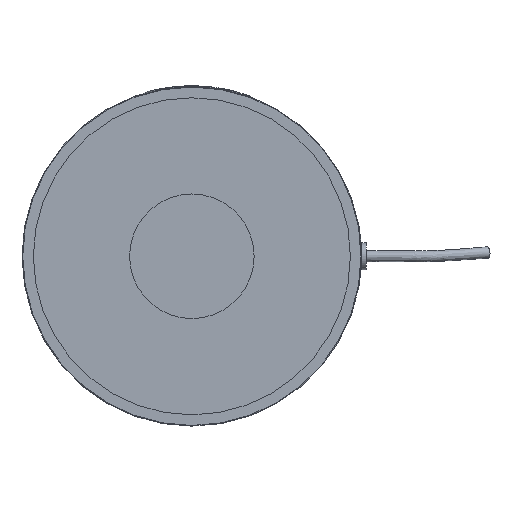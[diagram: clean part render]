
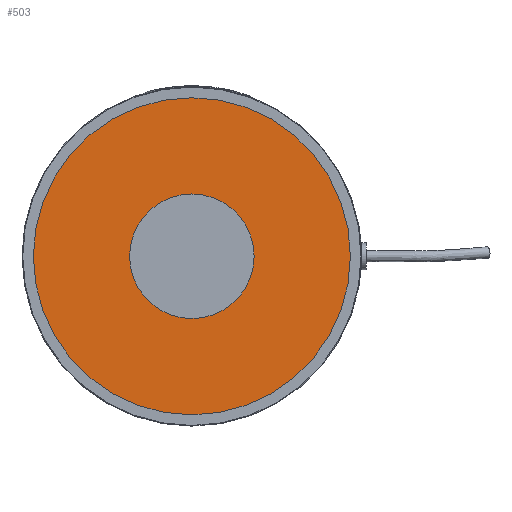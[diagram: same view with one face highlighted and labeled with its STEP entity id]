
A CAD part, front view. The second image highlights one B-rep face of the part: STEP entity #503.
In plain terms, the highlighted planar face has unit normal (0, -1, 0).
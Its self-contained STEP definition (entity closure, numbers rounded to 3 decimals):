
#503 = ADVANCED_FACE( '', ( #1028, #1029 ), #1030, .F. );
#1028 = FACE_BOUND( '', #3833, .T. );
#1029 = FACE_OUTER_BOUND( '', #3834, .T. );
#1030 = PLANE( '', #3835 );
#3833 = EDGE_LOOP( '', ( #5033 ) );
#3834 = EDGE_LOOP( '', ( #5034 ) );
#3835 = AXIS2_PLACEMENT_3D( '', #5035, #5036, #5037 );
#5033 = ORIENTED_EDGE( '', *, *, #5555, .T. );
#5034 = ORIENTED_EDGE( '', *, *, #5544, .F. );
#5035 = CARTESIAN_POINT( '', ( 0., -64.5, 0. ) );
#5036 = DIRECTION( '', ( 0., 1., 0. ) );
#5037 = DIRECTION( '', ( 0., 0., 1. ) );
#5544 = EDGE_CURVE( '', #6298, #6298, #6299, .T. );
#5555 = EDGE_CURVE( '', #6310, #6310, #6311, .T. );
#6298 = VERTEX_POINT( '', #9527 );
#6299 = CIRCLE( '', #9528, 70. );
#6310 = VERTEX_POINT( '', #9540 );
#6311 = CIRCLE( '', #9541, 27.5 );
#9527 = CARTESIAN_POINT( '', ( 70., -64.5, 0. ) );
#9528 = AXIS2_PLACEMENT_3D( '', #9619, #9620, #9621 );
#9540 = CARTESIAN_POINT( '', ( 27.5, -64.5, 0. ) );
#9541 = AXIS2_PLACEMENT_3D( '', #9622, #9623, #9624 );
#9619 = CARTESIAN_POINT( '', ( 0., -64.5, 0. ) );
#9620 = DIRECTION( '', ( 0., 1., 0. ) );
#9621 = DIRECTION( '', ( 1., 0., 0. ) );
#9622 = CARTESIAN_POINT( '', ( 0., -64.5, 0. ) );
#9623 = DIRECTION( '', ( 0., 1., 0. ) );
#9624 = DIRECTION( '', ( 1., 0., 0. ) );
